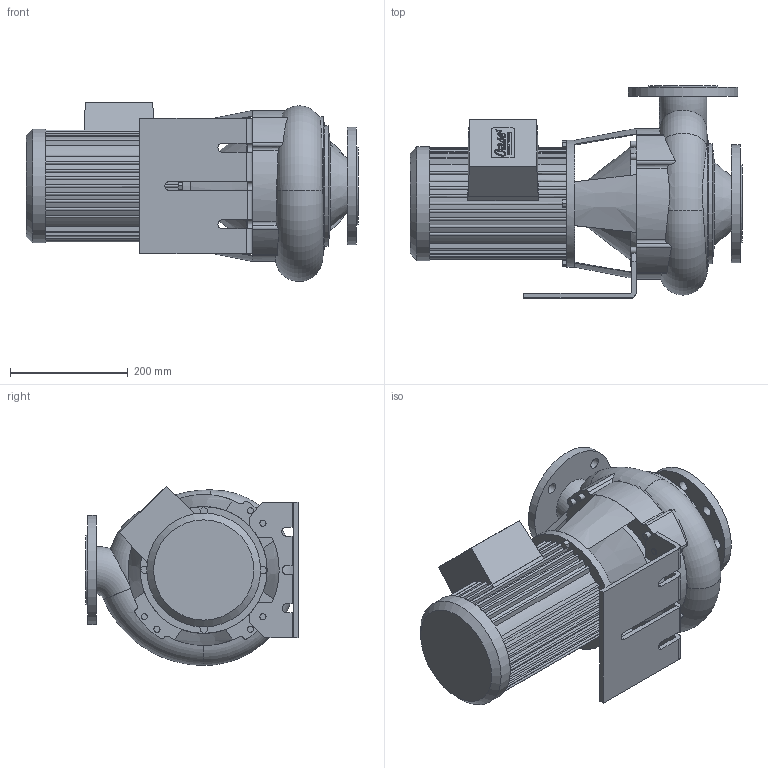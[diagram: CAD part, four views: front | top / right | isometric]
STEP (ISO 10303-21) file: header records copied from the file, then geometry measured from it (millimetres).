
FILE_DESCRIPTION(/* description */ (''),/* implementation_level */ '2;1');
FILE_NAME(/* name */ '45308 KRP 1_1-65-4.stp',/* time_stamp */ '2016-06-28T11:40:22+02:00',/* author */ ('guzb562'),/* organization */ (''),/* preprocessor_version */ 'ST-DEVELOPER v16.1',/* originating_system */ 'Autodesk Inventor 2016',/* authorisation */ '');
FILE_SCHEMA (('AUTOMOTIVE_DESIGN { 1 0 10303 214 3 1 1 }'));
Length unit declared in the file: millimetre
Products named in the file (1): 45308 KRP 1_1-65-4
Bounding box: 563 x 360.36 x 303.58 mm (x, y, z)
Volume: 17161979.6 mm3; surface area: 1151336.4 mm2
Topology: 1 solids, 2 shells, 603 faces, 1707 edges, 1132 vertices
Faces by surface type: plane 306, cylinder 186, bspline 94, torus 12, cone 5
Full cylindrical faces by diameter (mm): 10 x1, 10.431 x7, 18 x12, 76.1 x3, 88.9 x1, 118 x1, 132 x1, 185 x1, 192.098 x1, 193 x1, 200 x1, 203.582 x1, 215 x1, 235.124 x1
Entity records: 21334 total; most frequent: CARTESIAN_POINT 6221, ORIENTED_EDGE 3310, DIRECTION 2791, EDGE_CURVE 1655, VERTEX_POINT 1121, LINE 999, VECTOR 999, AXIS2_PLACEMENT_3D 896
